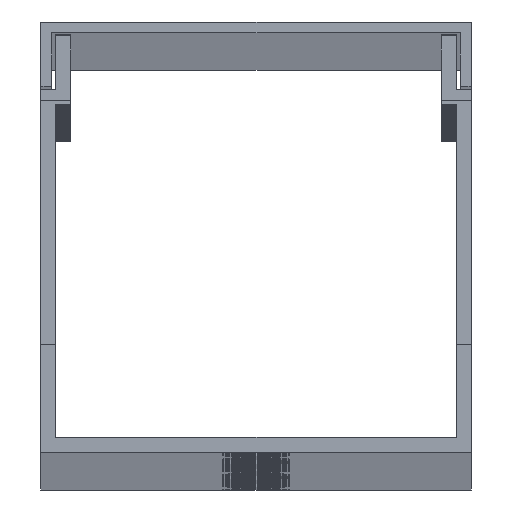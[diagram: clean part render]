
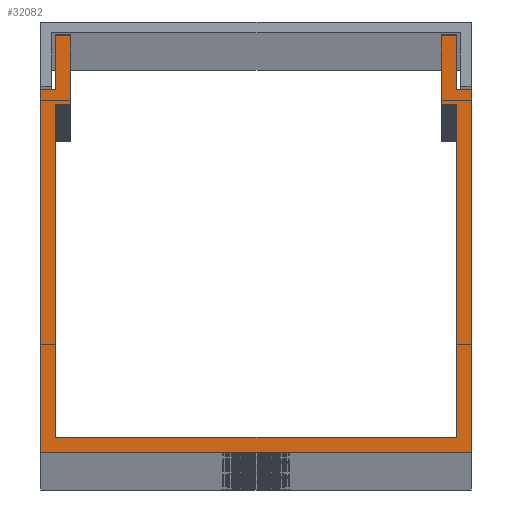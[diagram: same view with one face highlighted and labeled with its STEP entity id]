
A CAD part, top view. The second image highlights one B-rep face of the part: STEP entity #32082.
In plain terms, the highlighted planar face has unit normal (0, 0, 1).
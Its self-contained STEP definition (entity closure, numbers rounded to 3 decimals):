
#274 = LINE ( 'NONE', #92626, #68481 ) ;
#280 = CARTESIAN_POINT ( 'NONE',  ( 18.6, 38.8, 1000. ) ) ;
#1241 = AXIS2_PLACEMENT_3D ( 'NONE', #64205, #100013, #46667 ) ;
#2745 = VERTEX_POINT ( 'NONE', #58194 ) ;
#4562 = CARTESIAN_POINT ( 'NONE',  ( -20., 33.75, 1000. ) ) ;
#4728 = CARTESIAN_POINT ( 'NONE',  ( -17.2, 38.8, 1000. ) ) ;
#5627 = VECTOR ( 'NONE', #108989, 1000. ) ;
#6123 = DIRECTION ( 'NONE',  ( 1., 0., 0. ) ) ;
#6797 = VERTEX_POINT ( 'NONE', #107853 ) ;
#7641 = CARTESIAN_POINT ( 'NONE',  ( -18.6, 33.75, 1000. ) ) ;
#8500 = ORIENTED_EDGE ( 'NONE', *, *, #88369, .T. ) ;
#9053 = CARTESIAN_POINT ( 'NONE',  ( 18.6, 32.35, 1000. ) ) ;
#9387 = VECTOR ( 'NONE', #9933, 1000. ) ;
#9429 = LINE ( 'NONE', #280, #33093 ) ;
#9475 = ORIENTED_EDGE ( 'NONE', *, *, #18052, .T. ) ;
#9933 = DIRECTION ( 'NONE',  ( -1., 0., 0. ) ) ;
#10792 = ORIENTED_EDGE ( 'NONE', *, *, #109263, .T. ) ;
#11400 = ORIENTED_EDGE ( 'NONE', *, *, #22598, .T. ) ;
#12551 = EDGE_CURVE ( 'NONE', #78490, #26018, #27953, .T. ) ;
#12663 = VECTOR ( 'NONE', #21387, 1000. ) ;
#12742 = ORIENTED_EDGE ( 'NONE', *, *, #78642, .T. ) ;
#13635 = LINE ( 'NONE', #50990, #58255 ) ;
#13831 = ORIENTED_EDGE ( 'NONE', *, *, #44805, .T. ) ;
#15128 = LINE ( 'NONE', #92432, #80577 ) ;
#16233 = VERTEX_POINT ( 'NONE', #50634 ) ;
#17703 = DIRECTION ( 'NONE',  ( -1., 0., 0. ) ) ;
#18052 = EDGE_CURVE ( 'NONE', #36165, #28795, #25939, .T. ) ;
#18259 = CARTESIAN_POINT ( 'NONE',  ( -18.6, 32.35, 1000. ) ) ;
#19452 = EDGE_LOOP ( 'NONE', ( #108852, #12742, #11400, #36547, #63043, #105676, #10792, #37283, #9475, #30468, #103005, #13831, #77961, #75292, #8500, #34957 ) ) ;
#19864 = LINE ( 'NONE', #4728, #64466 ) ;
#20444 = EDGE_CURVE ( 'NONE', #37549, #36165, #50460, .T. ) ;
#20515 = CARTESIAN_POINT ( 'NONE',  ( -17.2, 38.8, 1000. ) ) ;
#21230 = CARTESIAN_POINT ( 'NONE',  ( -17.2, 32.35, 1000. ) ) ;
#21387 = DIRECTION ( 'NONE',  ( 0., -1., 0. ) ) ;
#22598 = EDGE_CURVE ( 'NONE', #105560, #38179, #80438, .T. ) ;
#25584 = DIRECTION ( 'NONE',  ( 1., 0., 0. ) ) ;
#25732 = LINE ( 'NONE', #67046, #49483 ) ;
#25798 = LINE ( 'NONE', #41522, #70396 ) ;
#25939 = LINE ( 'NONE', #69984, #41294 ) ;
#26018 = VERTEX_POINT ( 'NONE', #7641 ) ;
#26666 = VECTOR ( 'NONE', #42232, 1000. ) ;
#27953 = LINE ( 'NONE', #74728, #12663 ) ;
#28795 = VERTEX_POINT ( 'NONE', #9053 ) ;
#30468 = ORIENTED_EDGE ( 'NONE', *, *, #63086, .T. ) ;
#32082 = ADVANCED_FACE ( 'NONE', ( #53653 ), #37713, .T. ) ;
#33093 = VECTOR ( 'NONE', #17703, 1000. ) ;
#33241 = CARTESIAN_POINT ( 'NONE',  ( 17.2, 38.8, 1000. ) ) ;
#34957 = ORIENTED_EDGE ( 'NONE', *, *, #12551, .T. ) ;
#36165 = VERTEX_POINT ( 'NONE', #114090 ) ;
#36547 = ORIENTED_EDGE ( 'NONE', *, *, #112974, .T. ) ;
#37283 = ORIENTED_EDGE ( 'NONE', *, *, #20444, .T. ) ;
#37345 = VERTEX_POINT ( 'NONE', #20515 ) ;
#37549 = VERTEX_POINT ( 'NONE', #41140 ) ;
#37582 = DIRECTION ( 'NONE',  ( 0., 1., 0. ) ) ;
#37713 = PLANE ( 'NONE',  #1241 ) ;
#38179 = VERTEX_POINT ( 'NONE', #86164 ) ;
#39051 = CARTESIAN_POINT ( 'NONE',  ( 20., 0., 1000. ) ) ;
#41140 = CARTESIAN_POINT ( 'NONE',  ( 17.2, 38.8, 1000. ) ) ;
#41294 = VECTOR ( 'NONE', #25584, 1000. ) ;
#41522 = CARTESIAN_POINT ( 'NONE',  ( -17.2, 32.35, 1000. ) ) ;
#42232 = DIRECTION ( 'NONE',  ( 0., -1., 0. ) ) ;
#44805 = EDGE_CURVE ( 'NONE', #6797, #55445, #102674, .T. ) ;
#45402 = CARTESIAN_POINT ( 'NONE',  ( 18.6, 33.75, 1000. ) ) ;
#46154 = CARTESIAN_POINT ( 'NONE',  ( 18.6, 38.8, 1000. ) ) ;
#46667 = DIRECTION ( 'NONE',  ( 1., 0., 0. ) ) ;
#48267 = DIRECTION ( 'NONE',  ( -1., 0., 0. ) ) ;
#49058 = DIRECTION ( 'NONE',  ( 0., 1., 0. ) ) ;
#49151 = DIRECTION ( 'NONE',  ( 0., 1., 0. ) ) ;
#49483 = VECTOR ( 'NONE', #49151, 1000. ) ;
#50460 = LINE ( 'NONE', #33241, #26666 ) ;
#50634 = CARTESIAN_POINT ( 'NONE',  ( 20., 33.75, 1000. ) ) ;
#50990 = CARTESIAN_POINT ( 'NONE',  ( 18.6, 1.4, 1000. ) ) ;
#52315 = VERTEX_POINT ( 'NONE', #45402 ) ;
#52475 = VERTEX_POINT ( 'NONE', #21230 ) ;
#53653 = FACE_OUTER_BOUND ( 'NONE', #19452, .T. ) ;
#54042 = VECTOR ( 'NONE', #110290, 1000. ) ;
#55445 = VERTEX_POINT ( 'NONE', #18259 ) ;
#58194 = CARTESIAN_POINT ( 'NONE',  ( 18.6, 1.4, 1000. ) ) ;
#58255 = VECTOR ( 'NONE', #59932, 1000. ) ;
#59453 = VECTOR ( 'NONE', #95258, 1000. ) ;
#59887 = CARTESIAN_POINT ( 'NONE',  ( 18.6, 10.245, 1000. ) ) ;
#59932 = DIRECTION ( 'NONE',  ( -1., 0., 0. ) ) ;
#60357 = VERTEX_POINT ( 'NONE', #104457 ) ;
#63043 = ORIENTED_EDGE ( 'NONE', *, *, #99137, .T. ) ;
#63086 = EDGE_CURVE ( 'NONE', #28795, #2745, #109574, .T. ) ;
#64205 = CARTESIAN_POINT ( 'NONE',  ( -18.6, 33.75, 1000. ) ) ;
#64466 = VECTOR ( 'NONE', #49058, 1000. ) ;
#65154 = EDGE_CURVE ( 'NONE', #52475, #37345, #19864, .T. ) ;
#67046 = CARTESIAN_POINT ( 'NONE',  ( 18.6, 33.75, 1000. ) ) ;
#67172 = DIRECTION ( 'NONE',  ( -1., 0., 0. ) ) ;
#68481 = VECTOR ( 'NONE', #48267, 1000. ) ;
#69148 = CARTESIAN_POINT ( 'NONE',  ( -20., 0., 1000. ) ) ;
#69984 = CARTESIAN_POINT ( 'NONE',  ( 17.2, 32.35, 1000. ) ) ;
#70360 = VECTOR ( 'NONE', #67172, 1000. ) ;
#70396 = VECTOR ( 'NONE', #6123, 1000. ) ;
#74728 = CARTESIAN_POINT ( 'NONE',  ( -18.6, 33.75, 1000. ) ) ;
#75292 = ORIENTED_EDGE ( 'NONE', *, *, #65154, .T. ) ;
#75957 = LINE ( 'NONE', #4562, #70360 ) ;
#76616 = LINE ( 'NONE', #100027, #5627 ) ;
#77961 = ORIENTED_EDGE ( 'NONE', *, *, #83233, .T. ) ;
#78490 = VERTEX_POINT ( 'NONE', #97325 ) ;
#78642 = EDGE_CURVE ( 'NONE', #60357, #105560, #76616, .T. ) ;
#80438 = LINE ( 'NONE', #39051, #54042 ) ;
#80577 = VECTOR ( 'NONE', #101423, 1000. ) ;
#81188 = EDGE_CURVE ( 'NONE', #26018, #60357, #75957, .T. ) ;
#83233 = EDGE_CURVE ( 'NONE', #55445, #52475, #25798, .T. ) ;
#84581 = VECTOR ( 'NONE', #37582, 1000. ) ;
#86164 = CARTESIAN_POINT ( 'NONE',  ( 20., 0., 1000. ) ) ;
#88369 = EDGE_CURVE ( 'NONE', #37345, #78490, #274, .T. ) ;
#90932 = EDGE_CURVE ( 'NONE', #2745, #6797, #13635, .T. ) ;
#92432 = CARTESIAN_POINT ( 'NONE',  ( 20., 0., 1000. ) ) ;
#92626 = CARTESIAN_POINT ( 'NONE',  ( -18.6, 38.8, 1000. ) ) ;
#95258 = DIRECTION ( 'NONE',  ( 0., -1., 0. ) ) ;
#97165 = VERTEX_POINT ( 'NONE', #46154 ) ;
#97325 = CARTESIAN_POINT ( 'NONE',  ( -18.6, 38.8, 1000. ) ) ;
#99105 = CARTESIAN_POINT ( 'NONE',  ( 20., 33.75, 1000. ) ) ;
#99137 = EDGE_CURVE ( 'NONE', #16233, #52315, #106904, .T. ) ;
#99884 = CARTESIAN_POINT ( 'NONE',  ( -18.6, 1.4, 1000. ) ) ;
#100013 = DIRECTION ( 'NONE',  ( 0., 0., 1. ) ) ;
#100027 = CARTESIAN_POINT ( 'NONE',  ( -20., 0., 1000. ) ) ;
#101423 = DIRECTION ( 'NONE',  ( 0., 1., 0. ) ) ;
#102674 = LINE ( 'NONE', #99884, #84581 ) ;
#103005 = ORIENTED_EDGE ( 'NONE', *, *, #90932, .T. ) ;
#104457 = CARTESIAN_POINT ( 'NONE',  ( -20., 33.75, 1000. ) ) ;
#105560 = VERTEX_POINT ( 'NONE', #69148 ) ;
#105676 = ORIENTED_EDGE ( 'NONE', *, *, #106244, .T. ) ;
#106244 = EDGE_CURVE ( 'NONE', #52315, #97165, #25732, .T. ) ;
#106904 = LINE ( 'NONE', #99105, #9387 ) ;
#107853 = CARTESIAN_POINT ( 'NONE',  ( -18.6, 1.4, 1000. ) ) ;
#108852 = ORIENTED_EDGE ( 'NONE', *, *, #81188, .T. ) ;
#108989 = DIRECTION ( 'NONE',  ( 0., -1., 0. ) ) ;
#109263 = EDGE_CURVE ( 'NONE', #97165, #37549, #9429, .T. ) ;
#109574 = LINE ( 'NONE', #59887, #59453 ) ;
#110290 = DIRECTION ( 'NONE',  ( 1., 0., 0. ) ) ;
#112974 = EDGE_CURVE ( 'NONE', #38179, #16233, #15128, .T. ) ;
#114090 = CARTESIAN_POINT ( 'NONE',  ( 17.2, 32.35, 1000. ) ) ;
